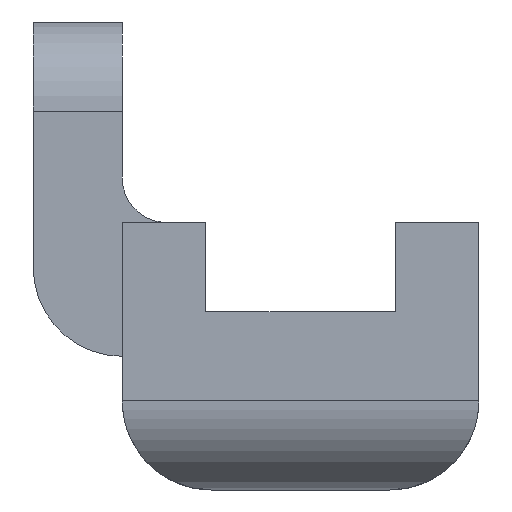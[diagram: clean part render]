
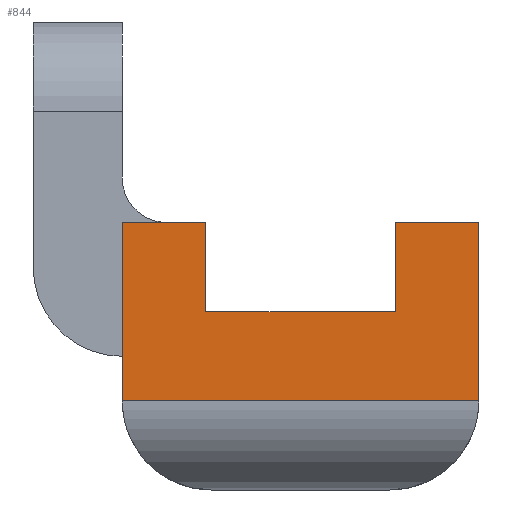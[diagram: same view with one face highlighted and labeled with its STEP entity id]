
A CAD part, left-side view. The second image highlights one B-rep face of the part: STEP entity #844.
In plain terms, the highlighted planar face has unit normal (-1, 0, 0).
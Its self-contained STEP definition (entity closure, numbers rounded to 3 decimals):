
#6 = CARTESIAN_POINT ( 'NONE',  ( -157.53, 47.152, 6. ) ) ;
#14 = VECTOR ( 'NONE', #529, 1000. ) ;
#34 = VERTEX_POINT ( 'NONE', #670 ) ;
#44 = VERTEX_POINT ( 'NONE', #1007 ) ;
#55 = VECTOR ( 'NONE', #874, 1000. ) ;
#79 = EDGE_CURVE ( 'NONE', #1760, #1404, #533, .T. ) ;
#152 = DIRECTION ( 'NONE',  ( 0., -1., 0. ) ) ;
#162 = CARTESIAN_POINT ( 'NONE',  ( -157.53, 47.152, 6. ) ) ;
#170 = VERTEX_POINT ( 'NONE', #1912 ) ;
#223 = LINE ( 'NONE', #866, #1082 ) ;
#278 = DIRECTION ( 'NONE',  ( 0., -1., 0. ) ) ;
#303 = EDGE_CURVE ( 'NONE', #833, #44, #1248, .T. ) ;
#317 = VERTEX_POINT ( 'NONE', #1618 ) ;
#331 = VECTOR ( 'NONE', #2082, 1000. ) ;
#391 = VECTOR ( 'NONE', #1346, 1000. ) ;
#430 = EDGE_CURVE ( 'NONE', #34, #1651, #668, .T. ) ;
#441 = CARTESIAN_POINT ( 'NONE',  ( -157.53, 47.152, 6. ) ) ;
#450 = ORIENTED_EDGE ( 'NONE', *, *, #906, .T. ) ;
#501 = EDGE_CURVE ( 'NONE', #1404, #170, #1336, .T. ) ;
#529 = DIRECTION ( 'NONE',  ( 0., -1., 0. ) ) ;
#533 = LINE ( 'NONE', #1950, #2007 ) ;
#610 = ORIENTED_EDGE ( 'NONE', *, *, #621, .F. ) ;
#621 = EDGE_CURVE ( 'NONE', #1651, #44, #223, .T. ) ;
#668 = LINE ( 'NONE', #6, #14 ) ;
#670 = CARTESIAN_POINT ( 'NONE',  ( -157.53, 34.902, 6. ) ) ;
#672 = EDGE_LOOP ( 'NONE', ( #1120, #1200, #610, #2010, #450, #1154, #1645, #834 ) ) ;
#685 = EDGE_CURVE ( 'NONE', #317, #833, #2009, .T. ) ;
#717 = DIRECTION ( 'NONE',  ( 0., 0., -1. ) ) ;
#738 = CARTESIAN_POINT ( 'NONE',  ( -157.53, 34.902, 2. ) ) ;
#790 = LINE ( 'NONE', #1435, #331 ) ;
#833 = VERTEX_POINT ( 'NONE', #1758 ) ;
#834 = ORIENTED_EDGE ( 'NONE', *, *, #1025, .F. ) ;
#844 = ADVANCED_FACE ( 'NONE', ( #1412 ), #2048, .F. ) ;
#866 = CARTESIAN_POINT ( 'NONE',  ( -157.53, 31.152, 6. ) ) ;
#874 = DIRECTION ( 'NONE',  ( 0., 0., -1. ) ) ;
#886 = CARTESIAN_POINT ( 'NONE',  ( -157.53, 47.152, 6. ) ) ;
#906 = EDGE_CURVE ( 'NONE', #34, #1760, #790, .T. ) ;
#925 = DIRECTION ( 'NONE',  ( 0., 0., -1. ) ) ;
#1007 = CARTESIAN_POINT ( 'NONE',  ( -157.53, 31.152, -2. ) ) ;
#1025 = EDGE_CURVE ( 'NONE', #317, #170, #2077, .T. ) ;
#1082 = VECTOR ( 'NONE', #717, 1000. ) ;
#1100 = CARTESIAN_POINT ( 'NONE',  ( -157.53, 31.152, 6. ) ) ;
#1120 = ORIENTED_EDGE ( 'NONE', *, *, #685, .T. ) ;
#1154 = ORIENTED_EDGE ( 'NONE', *, *, #79, .T. ) ;
#1200 = ORIENTED_EDGE ( 'NONE', *, *, #303, .T. ) ;
#1235 = VECTOR ( 'NONE', #278, 1000. ) ;
#1248 = LINE ( 'NONE', #1729, #1235 ) ;
#1336 = LINE ( 'NONE', #1983, #391 ) ;
#1338 = AXIS2_PLACEMENT_3D ( 'NONE', #441, #2060, #925 ) ;
#1346 = DIRECTION ( 'NONE',  ( 0., 0., 1. ) ) ;
#1404 = VERTEX_POINT ( 'NONE', #1655 ) ;
#1412 = FACE_OUTER_BOUND ( 'NONE', #672, .T. ) ;
#1435 = CARTESIAN_POINT ( 'NONE',  ( -157.53, 34.902, 6. ) ) ;
#1618 = CARTESIAN_POINT ( 'NONE',  ( -157.53, 47.152, 6. ) ) ;
#1645 = ORIENTED_EDGE ( 'NONE', *, *, #501, .T. ) ;
#1651 = VERTEX_POINT ( 'NONE', #1100 ) ;
#1655 = CARTESIAN_POINT ( 'NONE',  ( -157.53, 43.402, 2. ) ) ;
#1729 = CARTESIAN_POINT ( 'NONE',  ( -157.53, 31.152, -2. ) ) ;
#1758 = CARTESIAN_POINT ( 'NONE',  ( -157.53, 47.152, -2. ) ) ;
#1760 = VERTEX_POINT ( 'NONE', #738 ) ;
#1795 = DIRECTION ( 'NONE',  ( 0., 1., 0. ) ) ;
#1912 = CARTESIAN_POINT ( 'NONE',  ( -157.53, 43.402, 6. ) ) ;
#1950 = CARTESIAN_POINT ( 'NONE',  ( -157.53, 43.402, 2. ) ) ;
#1983 = CARTESIAN_POINT ( 'NONE',  ( -157.53, 43.402, 6. ) ) ;
#2001 = VECTOR ( 'NONE', #152, 1000. ) ;
#2007 = VECTOR ( 'NONE', #1795, 1000. ) ;
#2009 = LINE ( 'NONE', #886, #55 ) ;
#2010 = ORIENTED_EDGE ( 'NONE', *, *, #430, .F. ) ;
#2048 = PLANE ( 'NONE',  #1338 ) ;
#2060 = DIRECTION ( 'NONE',  ( 1., 0., 0. ) ) ;
#2077 = LINE ( 'NONE', #162, #2001 ) ;
#2082 = DIRECTION ( 'NONE',  ( 0., 0., -1. ) ) ;
